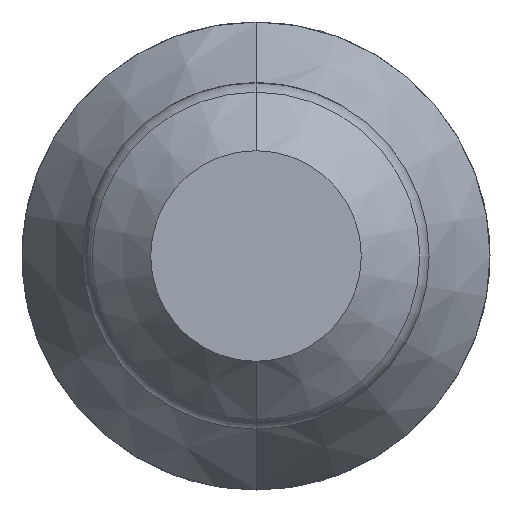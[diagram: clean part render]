
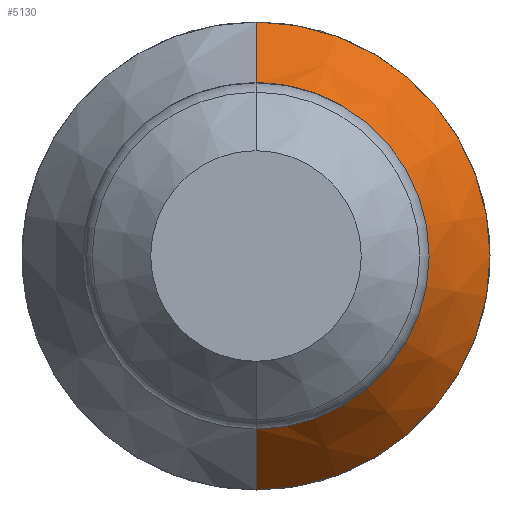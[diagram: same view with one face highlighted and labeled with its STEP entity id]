
A CAD part, front view. The second image highlights one B-rep face of the part: STEP entity #5130.
In plain terms, the highlighted conical face has half-angle 30 degrees and reference radius 0.74 mm.
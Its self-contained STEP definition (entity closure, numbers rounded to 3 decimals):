
#44 = DIRECTION ( 'NONE',  ( 0., 0., 1. ) ) ;
#130 = DIRECTION ( 'NONE',  ( 0., 1., 0. ) ) ;
#192 = ORIENTED_EDGE ( 'NONE', *, *, #3256, .F. ) ;
#489 = FACE_OUTER_BOUND ( 'NONE', #2850, .T. ) ;
#512 = EDGE_CURVE ( 'NONE', #783, #3155, #3327, .T. ) ;
#623 = VERTEX_POINT ( 'NONE', #2781 ) ;
#664 = DIRECTION ( 'NONE',  ( 0., 1., 0. ) ) ;
#783 = VERTEX_POINT ( 'NONE', #1998 ) ;
#1256 = VECTOR ( 'NONE', #2032, 1000. ) ;
#1304 = EDGE_CURVE ( 'Defeature ausgef�hrt1_0+Defeature ausgef�hrt1_2+Defeature ausgef�hrt1_2+Defeature ausgef�hrt1_2', #623, #3155, #2838, .T. ) ;
#1459 = DIRECTION ( 'NONE',  ( 0., 0.866, -0.5 ) ) ;
#1532 = CARTESIAN_POINT ( 'NONE',  ( 0., -2.25, 0.74 ) ) ;
#1998 = CARTESIAN_POINT ( 'NONE',  ( 0., -2.25, -0.74 ) ) ;
#2032 = DIRECTION ( 'NONE',  ( 0., 0.866, 0.5 ) ) ;
#2242 = CARTESIAN_POINT ( 'NONE',  ( 0., -2.25, -0.74 ) ) ;
#2270 = CARTESIAN_POINT ( 'NONE',  ( 0., -1.8, -1. ) ) ;
#2690 = AXIS2_PLACEMENT_3D ( 'NONE', #4436, #3600, #44 ) ;
#2781 = CARTESIAN_POINT ( 'NONE',  ( 0., -1.8, 1. ) ) ;
#2838 = CIRCLE ( 'NONE', #4903, 1. ) ;
#2850 = EDGE_LOOP ( 'NONE', ( #3206, #4617, #4235, #192 ) ) ;
#2969 = CIRCLE ( 'NONE', #2690, 0.74 ) ;
#3012 = CARTESIAN_POINT ( 'NONE',  ( 0., -2.25, 0. ) ) ;
#3155 = VERTEX_POINT ( 'NONE', #2270 ) ;
#3178 = CARTESIAN_POINT ( 'NONE',  ( 0., -2.25, 0.74 ) ) ;
#3206 = ORIENTED_EDGE ( 'NONE', *, *, #3897, .T. ) ;
#3256 = EDGE_CURVE ( 'NONE', #3811, #623, #4654, .T. ) ;
#3327 = LINE ( 'NONE', #2242, #4697 ) ;
#3600 = DIRECTION ( 'NONE',  ( 0., 1., 0. ) ) ;
#3648 = CONICAL_SURFACE ( 'NONE', #4855, 0.74, 0.524 ) ;
#3811 = VERTEX_POINT ( 'NONE', #1532 ) ;
#3897 = EDGE_CURVE ( 'Defeature ausgef�hrt1_2+Defeature ausgef�hrt1_3+Defeature ausgef�hrt1_3+Defeature ausgef�hrt1_3', #3811, #783, #2969, .T. ) ;
#4084 = DIRECTION ( 'NONE',  ( 0., 0., 1. ) ) ;
#4137 = CARTESIAN_POINT ( 'NONE',  ( 0., -1.8, 0. ) ) ;
#4235 = ORIENTED_EDGE ( 'NONE', *, *, #1304, .F. ) ;
#4245 = DIRECTION ( 'NONE',  ( 0., 0., 1. ) ) ;
#4436 = CARTESIAN_POINT ( 'NONE',  ( 0., -2.25, 0. ) ) ;
#4617 = ORIENTED_EDGE ( 'NONE', *, *, #512, .T. ) ;
#4654 = LINE ( 'NONE', #3178, #1256 ) ;
#4697 = VECTOR ( 'NONE', #1459, 1000. ) ;
#4855 = AXIS2_PLACEMENT_3D ( 'NONE', #3012, #664, #4245 ) ;
#4903 = AXIS2_PLACEMENT_3D ( 'NONE', #4137, #130, #4084 ) ;
#5130 = ADVANCED_FACE ( 'Defeature ausgef�hrt1_2', ( #489 ), #3648, .T. ) ;
